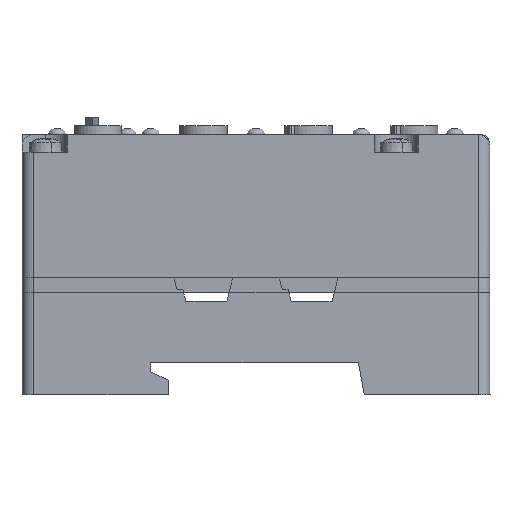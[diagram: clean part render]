
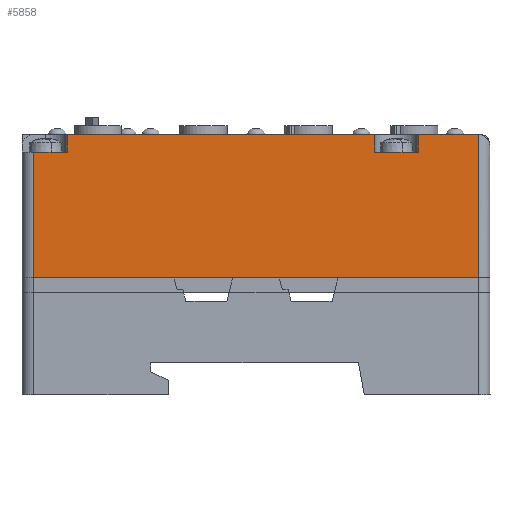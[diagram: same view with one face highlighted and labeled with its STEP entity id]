
A CAD part, left-side view. The second image highlights one B-rep face of the part: STEP entity #5858.
In plain terms, the highlighted planar face has unit normal (-1, 0, 0).
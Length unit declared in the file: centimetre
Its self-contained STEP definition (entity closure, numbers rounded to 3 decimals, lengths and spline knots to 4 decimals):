
#757=VERTEX_POINT('',#8394);
#760=VERTEX_POINT('',#8399);
#761=VERTEX_POINT('',#8401);
#767=VERTEX_POINT('',#8411);
#817=VERTEX_POINT('',#8574);
#820=VERTEX_POINT('',#8584);
#826=VERTEX_POINT('',#8602);
#828=VERTEX_POINT('',#8605);
#887=VERTEX_POINT('',#8758);
#888=VERTEX_POINT('',#8760);
#1312=VECTOR('',#6816,1.);
#1373=VECTOR('',#6956,1.);
#1377=VECTOR('',#6965,1.);
#1378=VECTOR('',#6969,1.);
#1382=VECTOR('',#6981,1.);
#1385=VECTOR('',#6987,1.);
#1442=VECTOR('',#7099,1.);
#1494=VECTOR('',#7222,1.);
#1495=VECTOR('',#7224,1.);
#1842=LINE('',#8400,#1312);
#1903=LINE('',#8576,#1373);
#1907=LINE('',#8585,#1377);
#1908=LINE('',#8589,#1378);
#1912=LINE('',#8604,#1382);
#1915=LINE('',#8611,#1385);
#1972=LINE('',#8759,#1442);
#2024=LINE('',#8908,#1494);
#2025=LINE('',#8910,#1495);
#2400=EDGE_CURVE('',#761,#760,#1842,.T.);
#2407=EDGE_CURVE('',#757,#767,#1842,.T.);
#2478=EDGE_CURVE('',#760,#817,#1903,.T.);
#2483=EDGE_CURVE('',#820,#757,#1907,.T.);
#2485=EDGE_CURVE('',#817,#820,#1908,.T.);
#2492=EDGE_CURVE('',#828,#826,#1912,.T.);
#2496=EDGE_CURVE('',#767,#828,#1915,.T.);
#2574=EDGE_CURVE('',#888,#887,#1972,.T.);
#2652=EDGE_CURVE('',#761,#887,#2024,.T.);
#2653=EDGE_CURVE('',#888,#826,#2025,.T.);
#3768=ORIENTED_EDGE('',*,*,#2483,.T.);
#3769=ORIENTED_EDGE('',*,*,#2407,.T.);
#3770=ORIENTED_EDGE('',*,*,#2496,.T.);
#3771=ORIENTED_EDGE('',*,*,#2492,.T.);
#3772=ORIENTED_EDGE('',*,*,#2653,.F.);
#3773=ORIENTED_EDGE('',*,*,#2574,.T.);
#3774=ORIENTED_EDGE('',*,*,#2652,.F.);
#3775=ORIENTED_EDGE('',*,*,#2400,.T.);
#3776=ORIENTED_EDGE('',*,*,#2478,.T.);
#3777=ORIENTED_EDGE('',*,*,#2485,.T.);
#4925=EDGE_LOOP('',(#3768,#3769,#3770,#3771,#3772,#3773,#3774,#3775,#3776,
#3777));
#5413=FACE_BOUND('',#4925,.T.);
#5858=ADVANCED_FACE('',(#5413),#10063,.T.);
#6263=AXIS2_PLACEMENT_3D('',#8909,#7223,$);
#6816=DIRECTION('',(0.,1.,0.));
#6956=DIRECTION('',(0.,0.,-1.));
#6965=DIRECTION('',(0.,0.,1.));
#6969=DIRECTION('',(0.,1.,0.));
#6981=DIRECTION('',(0.,1.,0.));
#6987=DIRECTION('',(0.,0.,-1.));
#7099=DIRECTION('',(0.,-1.,0.));
#7222=DIRECTION('',(0.,0.,-1.));
#7223=DIRECTION('',(-1.,0.,0.));
#7224=DIRECTION('',(0.,0.,1.));
#8394=CARTESIAN_POINT('',(-4.5,-2.025,2.45));
#8399=CARTESIAN_POINT('',(-4.5,-2.775,2.45));
#8400=CARTESIAN_POINT('',(-4.5,4.,2.45));
#8401=CARTESIAN_POINT('',(-4.5,-3.8,2.45));
#8411=CARTESIAN_POINT('',(-4.5,3.225,2.45));
#8574=CARTESIAN_POINT('',(-4.5,-2.775,2.15));
#8576=CARTESIAN_POINT('',(-4.5,-2.775,1.225));
#8584=CARTESIAN_POINT('',(-4.5,-2.025,2.15));
#8585=CARTESIAN_POINT('',(-4.5,-2.025,1.225));
#8589=CARTESIAN_POINT('',(-4.5,-1.2,2.15));
#8602=CARTESIAN_POINT('',(-4.5,3.8,2.15));
#8604=CARTESIAN_POINT('',(-4.5,1.8191,2.15));
#8605=CARTESIAN_POINT('',(-4.5,3.225,2.15));
#8611=CARTESIAN_POINT('',(-4.5,3.225,1.225));
#8758=CARTESIAN_POINT('',(-4.5,-3.8,0.));
#8759=CARTESIAN_POINT('',(-4.5,4.,0.));
#8760=CARTESIAN_POINT('',(-4.5,3.8,0.));
#8908=CARTESIAN_POINT('',(-4.5,-3.8,0.));
#8909=CARTESIAN_POINT('',(-4.5,0.,0.));
#8910=CARTESIAN_POINT('',(-4.5,3.8,0.));
#10063=PLANE('',#6263);
